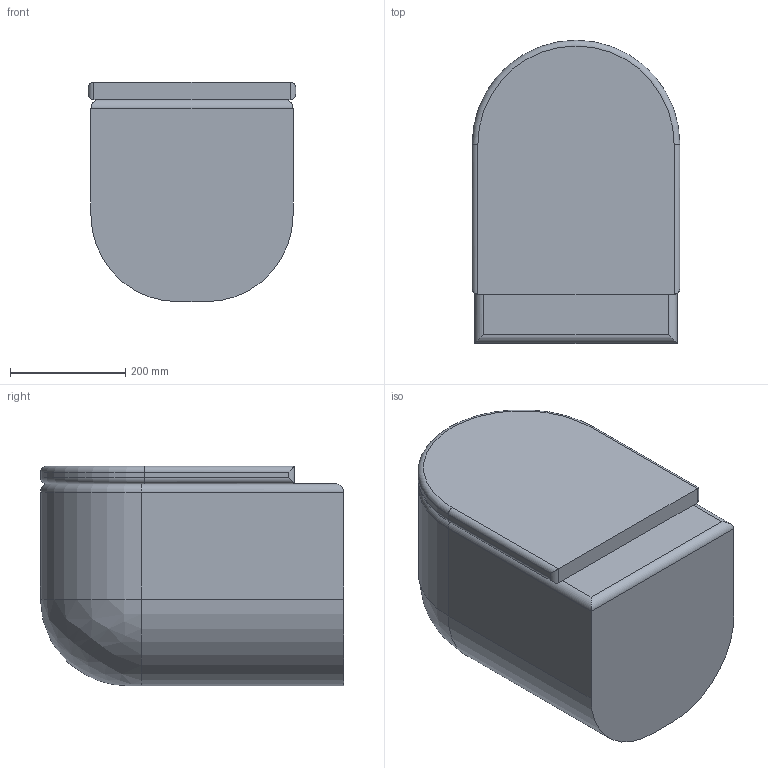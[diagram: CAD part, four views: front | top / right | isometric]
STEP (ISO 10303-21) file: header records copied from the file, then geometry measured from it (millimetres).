
FILE_DESCRIPTION(('FreeCAD Model'),'2;1');
FILE_NAME('WallHungToilet.step','2019-11-16T09:16:55',('Author'),(''), 'Open CASCADE STEP processor 7.3','FreeCAD','Unknown');
FILE_SCHEMA(('AUTOMOTIVE_DESIGN { 1 0 10303 214 1 1 1 1 }'));
Length unit declared in the file: millimetre
Products named in the file (1): WallHungToilet
Bounding box: 360 x 525 x 380 mm (x, y, z)
Volume: 58397146.6 mm3; surface area: 868248.7 mm2
Topology: 1 solids, 1 shells, 27 faces, 59 edges, 34 vertices
Faces by surface type: cylinder 13, plane 10, torus 3, revolution 1
Entity records: 1614 total; most frequent: CARTESIAN_POINT 363, DIRECTION 243, LINE 135, VECTOR 135, ORIENTED_EDGE 118, PCURVE 118, DEFINITIONAL_REPRESENTATION 118, EDGE_CURVE 59
